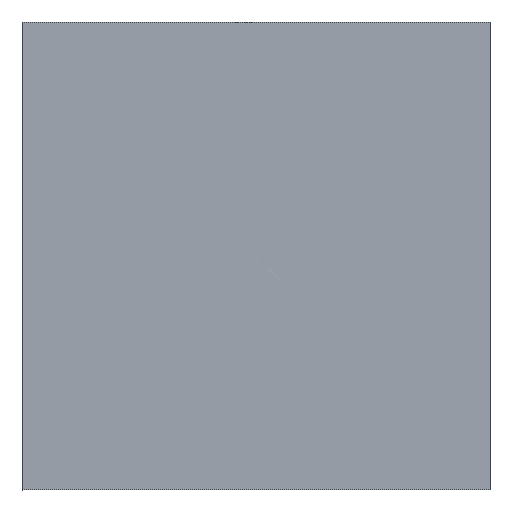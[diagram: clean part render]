
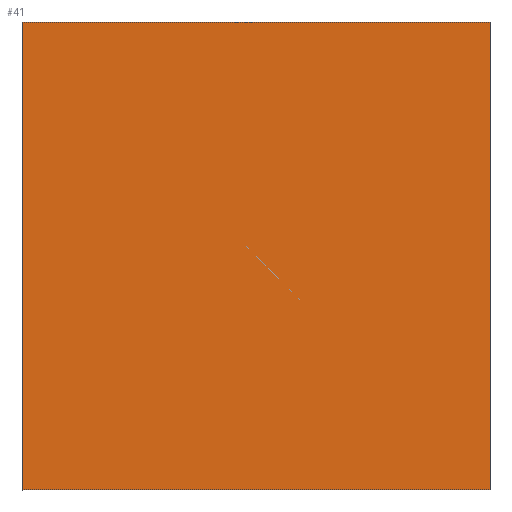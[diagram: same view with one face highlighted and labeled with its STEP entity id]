
A CAD part, front view. The second image highlights one B-rep face of the part: STEP entity #41.
In plain terms, the highlighted planar face has unit normal (0, -1, 0).
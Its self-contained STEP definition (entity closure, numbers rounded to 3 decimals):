
#6 = DIRECTION ( 'NONE',  ( 0., 0., -1. ) ) ;
#8 = VECTOR ( 'NONE', #164, 1000. ) ;
#30 = CARTESIAN_POINT ( 'NONE',  ( 0., 0., 0. ) ) ;
#40 = LINE ( 'NONE', #196, #182 ) ;
#41 = ADVANCED_FACE ( 'NONE', ( #126 ), #189, .T. ) ;
#47 = DIRECTION ( 'NONE',  ( 1., 0., 0. ) ) ;
#48 = EDGE_CURVE ( 'NONE', #53, #52, #86, .T. ) ;
#50 = LINE ( 'NONE', #248, #84 ) ;
#52 = VERTEX_POINT ( 'NONE', #230 ) ;
#53 = VERTEX_POINT ( 'NONE', #144 ) ;
#59 = CARTESIAN_POINT ( 'NONE',  ( -2.5, 0., -2.5 ) ) ;
#75 = EDGE_LOOP ( 'NONE', ( #102, #191, #122, #258 ) ) ;
#77 = CARTESIAN_POINT ( 'NONE',  ( 2.5, 0., -2.5 ) ) ;
#81 = CARTESIAN_POINT ( 'NONE',  ( -2.5, 0., -2.5 ) ) ;
#84 = VECTOR ( 'NONE', #121, 1000. ) ;
#86 = LINE ( 'NONE', #166, #169 ) ;
#89 = DIRECTION ( 'NONE',  ( 0., -1., 0. ) ) ;
#93 = EDGE_CURVE ( 'NONE', #150, #193, #209, .T. ) ;
#102 = ORIENTED_EDGE ( 'NONE', *, *, #207, .F. ) ;
#121 = DIRECTION ( 'NONE',  ( 0., 0., -1. ) ) ;
#122 = ORIENTED_EDGE ( 'NONE', *, *, #125, .F. ) ;
#125 = EDGE_CURVE ( 'NONE', #52, #150, #50, .T. ) ;
#126 = FACE_OUTER_BOUND ( 'NONE', #75, .T. ) ;
#144 = CARTESIAN_POINT ( 'NONE',  ( -2.5, 0., 2.5 ) ) ;
#150 = VERTEX_POINT ( 'NONE', #77 ) ;
#164 = DIRECTION ( 'NONE',  ( -1., 0., 0. ) ) ;
#166 = CARTESIAN_POINT ( 'NONE',  ( -2.5, 0., 2.5 ) ) ;
#169 = VECTOR ( 'NONE', #47, 1000. ) ;
#182 = VECTOR ( 'NONE', #221, 1000. ) ;
#189 = PLANE ( 'NONE',  #217 ) ;
#191 = ORIENTED_EDGE ( 'NONE', *, *, #93, .F. ) ;
#193 = VERTEX_POINT ( 'NONE', #59 ) ;
#196 = CARTESIAN_POINT ( 'NONE',  ( -2.5, 0., 2.5 ) ) ;
#207 = EDGE_CURVE ( 'NONE', #193, #53, #40, .T. ) ;
#209 = LINE ( 'NONE', #81, #8 ) ;
#217 = AXIS2_PLACEMENT_3D ( 'NONE', #30, #89, #6 ) ;
#221 = DIRECTION ( 'NONE',  ( 0., 0., 1. ) ) ;
#230 = CARTESIAN_POINT ( 'NONE',  ( 2.5, 0., 2.5 ) ) ;
#248 = CARTESIAN_POINT ( 'NONE',  ( 2.5, 0., 2.5 ) ) ;
#258 = ORIENTED_EDGE ( 'NONE', *, *, #48, .F. ) ;
